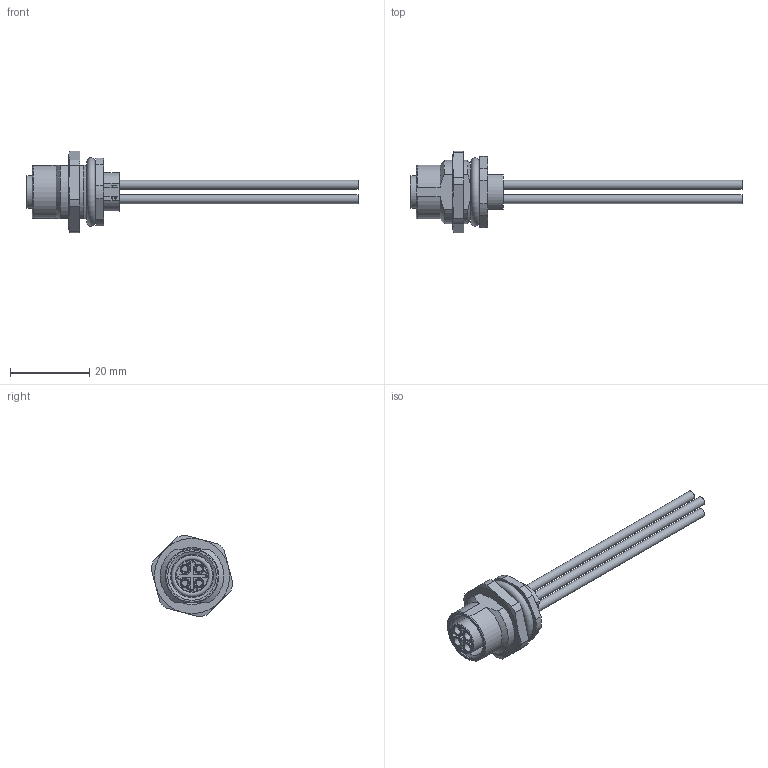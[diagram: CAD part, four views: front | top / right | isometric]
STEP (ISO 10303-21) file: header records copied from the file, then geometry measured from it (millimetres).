
FILE_DESCRIPTION(/* description */ (''),/* implementation_level */ '2;1');
FILE_NAME(/* name */ 'PS-FHM12K4_165-m_stp.stp',/* time_stamp */ '2016-03-16T11:28:11+01:00',/* author */ (''),/* organization */ (''),/* preprocessor_version */ 'ST-DEVELOPER v16',/* originating_system */ 'SIEMENS PLM Software NX 10.0',/* authorisation */ '');
FILE_SCHEMA (('AUTOMOTIVE_DESIGN { 1 0 10303 214 3 1 1 1 }'));
Length unit declared in the file: millimetre
Products named in the file (1): PS-FHM12K4_165-m_stp
Bounding box: 83.72 x 20.67 x 20.67 mm (x, y, z)
Volume: 4423.5 mm3; surface area: 4620.9 mm2
Topology: 1 solids, 1 shells, 304 faces, 783 edges, 505 vertices
Faces by surface type: plane 143, cylinder 91, torus 28, extrusion 22, cone 20
Full cylindrical faces by diameter (mm): 1.08 x1, 1.6 x4, 1.8 x1, 2.23 x4, 2.25 x4, 8.3 x1, 10.917 x1, 12.2 x1
Entity records: 9991 total; most frequent: CARTESIAN_POINT 2854, ORIENTED_EDGE 1460, DIRECTION 1421, EDGE_CURVE 730, AXIS2_PLACEMENT_3D 495, VERTEX_POINT 484, VECTOR 431, LINE 409
